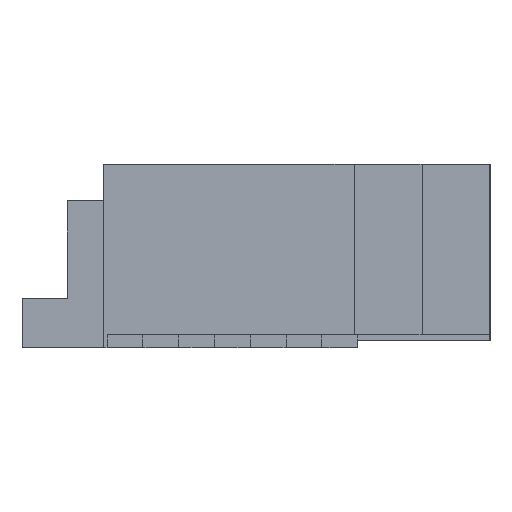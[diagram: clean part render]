
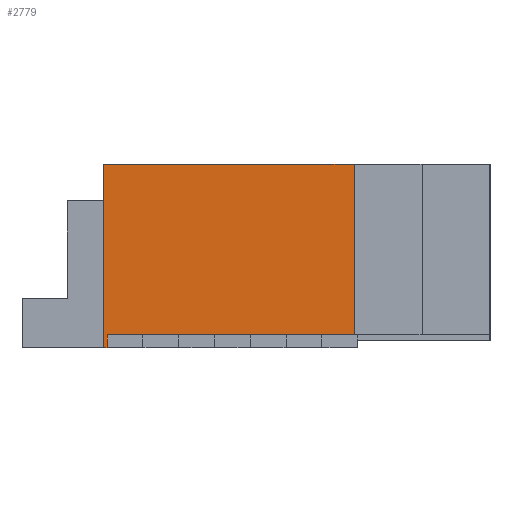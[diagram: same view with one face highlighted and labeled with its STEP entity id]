
A CAD part, left-side view. The second image highlights one B-rep face of the part: STEP entity #2779.
In plain terms, the highlighted planar face has unit normal (-1, 0, 0).
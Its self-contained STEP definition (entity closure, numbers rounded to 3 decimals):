
#40 = VERTEX_POINT('',#41);
#41 = CARTESIAN_POINT('',(-17.435,0.8,2.56));
#47 = EDGE_CURVE('',#48,#40,#50,.T.);
#48 = VERTEX_POINT('',#49);
#49 = CARTESIAN_POINT('',(-17.435,0.8,0.));
#50 = LINE('',#51,#52);
#51 = CARTESIAN_POINT('',(-17.435,0.8,0.));
#52 = VECTOR('',#53,1.);
#53 = DIRECTION('',(0.,0.,1.));
#1109 = VERTEX_POINT('',#1110);
#1110 = CARTESIAN_POINT('',(-17.435,0.75,0.));
#1116 = EDGE_CURVE('',#48,#1109,#1117,.T.);
#1117 = LINE('',#1118,#1119);
#1118 = CARTESIAN_POINT('',(-17.435,0.8,0.));
#1119 = VECTOR('',#1120,1.);
#1120 = DIRECTION('',(0.,-1.,0.));
#2779 = ADVANCED_FACE('',(#2780),#2814,.F.);
#2780 = FACE_BOUND('',#2781,.F.);
#2781 = EDGE_LOOP('',(#2782,#2783,#2784,#2792,#2800,#2808));
#2782 = ORIENTED_EDGE('',*,*,#1116,.F.);
#2783 = ORIENTED_EDGE('',*,*,#47,.T.);
#2784 = ORIENTED_EDGE('',*,*,#2785,.T.);
#2785 = EDGE_CURVE('',#40,#2786,#2788,.T.);
#2786 = VERTEX_POINT('',#2787);
#2787 = CARTESIAN_POINT('',(-17.435,-2.7,2.56));
#2788 = LINE('',#2789,#2790);
#2789 = CARTESIAN_POINT('',(-17.435,0.8,2.56));
#2790 = VECTOR('',#2791,1.);
#2791 = DIRECTION('',(0.,-1.,0.));
#2792 = ORIENTED_EDGE('',*,*,#2793,.F.);
#2793 = EDGE_CURVE('',#2794,#2786,#2796,.T.);
#2794 = VERTEX_POINT('',#2795);
#2795 = CARTESIAN_POINT('',(-17.435,-2.7,0.18));
#2796 = LINE('',#2797,#2798);
#2797 = CARTESIAN_POINT('',(-17.435,-2.7,0.));
#2798 = VECTOR('',#2799,1.);
#2799 = DIRECTION('',(0.,0.,1.));
#2800 = ORIENTED_EDGE('',*,*,#2801,.F.);
#2801 = EDGE_CURVE('',#2802,#2794,#2804,.T.);
#2802 = VERTEX_POINT('',#2803);
#2803 = CARTESIAN_POINT('',(-17.435,0.75,0.18));
#2804 = LINE('',#2805,#2806);
#2805 = CARTESIAN_POINT('',(-17.435,-0.1,0.18));
#2806 = VECTOR('',#2807,1.);
#2807 = DIRECTION('',(0.,-1.,0.));
#2808 = ORIENTED_EDGE('',*,*,#2809,.T.);
#2809 = EDGE_CURVE('',#2802,#1109,#2810,.T.);
#2810 = LINE('',#2811,#2812);
#2811 = CARTESIAN_POINT('',(-17.435,0.75,0.));
#2812 = VECTOR('',#2813,1.);
#2813 = DIRECTION('',(-0.,0.,-1.));
#2814 = PLANE('',#2815);
#2815 = AXIS2_PLACEMENT_3D('',#2816,#2817,#2818);
#2816 = CARTESIAN_POINT('',(-17.435,0.8,0.));
#2817 = DIRECTION('',(1.,0.,0.));
#2818 = DIRECTION('',(0.,-1.,0.));
